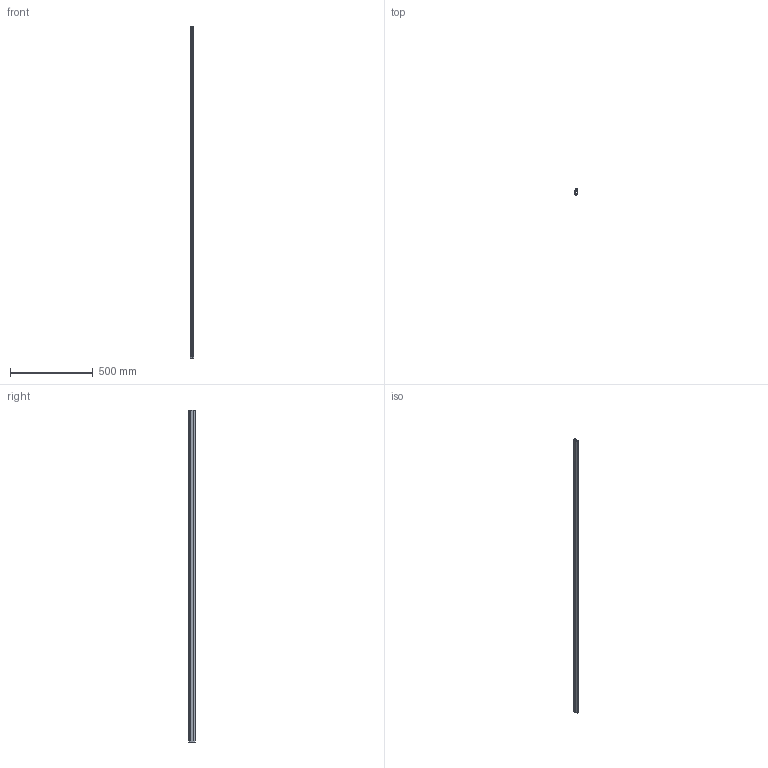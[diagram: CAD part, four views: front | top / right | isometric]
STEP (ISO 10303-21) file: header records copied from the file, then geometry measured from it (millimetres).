
FILE_DESCRIPTION (( 'STEP AP214' ), '1' );
FILE_NAME ('6221012', '2019-02-04T08:18:19', ( '' ), ('JUGARD+KÜNSTNER GmbH'), 'SwSTEP 2.0', 'SolidWorks 2017', '' );
FILE_SCHEMA (( 'AUTOMOTIVE_DESIGN' ));
Length unit declared in the file: millimetre
Products named in the file (1): 6221012_CNAJF00
Bounding box: 21.52 x 36.38 x 2000 mm (x, y, z)
Volume: 480870.4 mm3; surface area: 428129.7 mm2
Topology: 1 solids, 1 shells, 68 faces, 198 edges, 132 vertices
Faces by surface type: plane 41, cylinder 27
Entity records: 2459 total; most frequent: CARTESIAN_POINT 399, ORIENTED_EDGE 396, DIRECTION 390, EDGE_CURVE 198, LINE 144, VECTOR 144, VERTEX_POINT 132, AXIS2_PLACEMENT_3D 123
